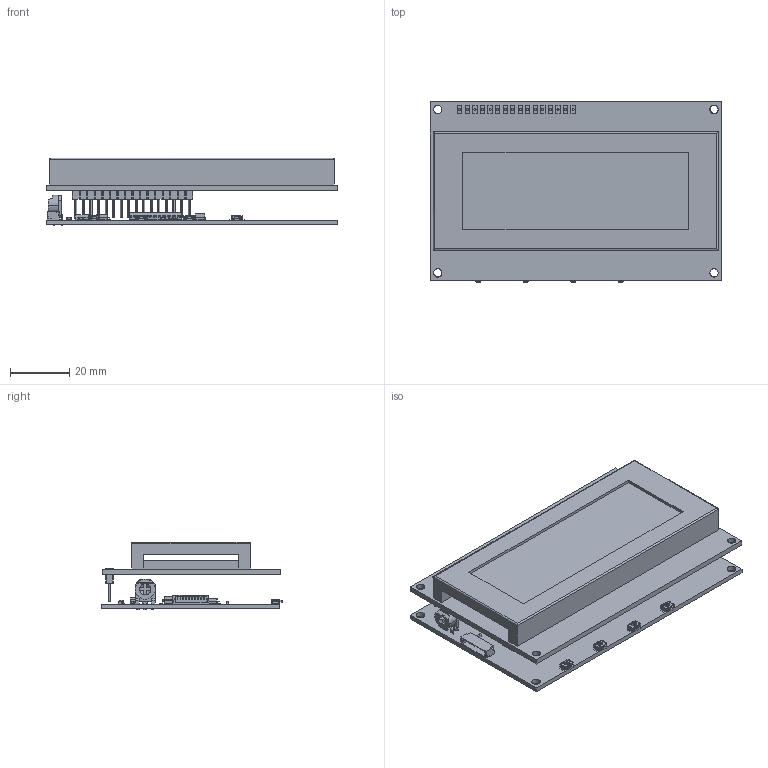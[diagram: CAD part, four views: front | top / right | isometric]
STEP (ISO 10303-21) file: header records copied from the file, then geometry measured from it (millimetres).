
FILE_DESCRIPTION(('FreeCAD Model'),'2;1');
FILE_NAME('lcd-20x4.step', '2017-11-02T14:13:12',('kicad StepUp'),('ksu MCAD'), 'Open CASCADE STEP processor 6.8','FreeCAD','Unknown');
FILE_SCHEMA(('AUTOMOTIVE_DESIGN_CC2 { 1 2 10303 214 -1 1 5 4 }'));
Length unit declared in the file: millimetre
Products named in the file (21): Pcb; R_4x0603_; R_0603_; R_0603_001; C_0603_; C_0603_001; C_0603_002; C_0603_003; C_0603_004; soic_8_39x49_p127_; soic_8_39x49_p127_001; Taster_; Tantalum_B_3528H21_; SM10B-SRSS_; Taster_001; Taster_002; Taster_003; SOT23_; soic_28_75x179_p127_; LCD_4X20_; POT-3306W_
Bounding box: 98.17 x 60.88 x 22.7 mm (x, y, z)
Volume: 46588.3 mm3; surface area: 35988.1 mm2
Topology: 24 solids, 24 shells, 2991 faces, 8279 edges, 5375 vertices
Faces by surface type: plane 2021, cylinder 655, bspline 303, sphere 8, cone 4
Full cylindrical faces by diameter (mm): 0.5 x1, 0.6 x2, 0.8 x8, 1.001 x16, 1.016 x6, 1.1 x3, 3 x4
Entity records: 128450 total; most frequent: CARTESIAN_POINT 31827, ORIENTED_EDGE 16558, DIRECTION 14390, EDGE_CURVE 8279, LINE 6316, VECTOR 6316, VERTEX_POINT 5376, AXIS2_PLACEMENT_3D 4037
